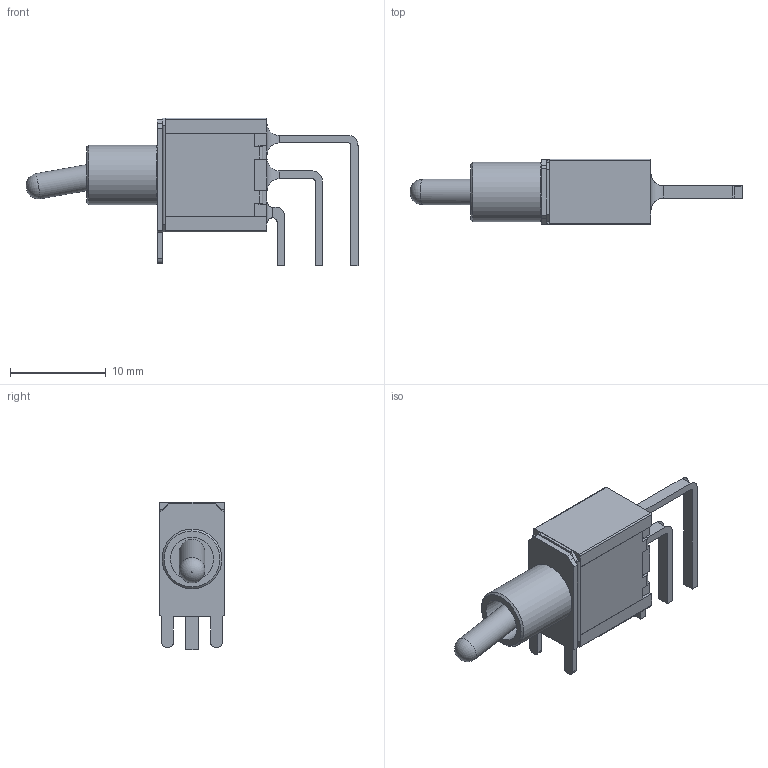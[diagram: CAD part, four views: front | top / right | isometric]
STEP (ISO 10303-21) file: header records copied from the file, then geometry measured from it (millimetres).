
FILE_DESCRIPTION(('HOOPS Exchange Step'),'2;1');
FILE_NAME('temp_export','2023-04-12T05:33:09-16:00',('30abd'),('Shapr3D Limited'),'HOOPS Exchange 2022.2','Shapr3D','Authorized');
FILE_SCHEMA( ('AUTOMOTIVE_DESIGN { 1 0 10303 214 1 1 1 1 }') );
Length unit declared in the file: millimetre
Products named in the file (3): Component1:1; temp_import.step; root
Assembly tree (2 placements, depth 3):
  root
    temp_import.step
      Component1:1
Bounding box: 34.59 x 6.8 x 15.42 mm (x, y, z)
Volume: 327.6 mm3; surface area: 1816.3 mm2
Topology: 3 solids, 4 shells, 175 faces, 470 edges, 310 vertices
Faces by surface type: plane 137, cylinder 30, extrusion 6, torus 1, cone 1
Full cylindrical faces by diameter (mm): 2.67 x1, 4.507 x1, 6.22 x1
Entity records: 5710 total; most frequent: CARTESIAN_POINT 1178, ORIENTED_EDGE 940, DIRECTION 858, EDGE_CURVE 470, VECTOR 400, LINE 391, VERTEX_POINT 310, AXIS2_PLACEMENT_3D 229
